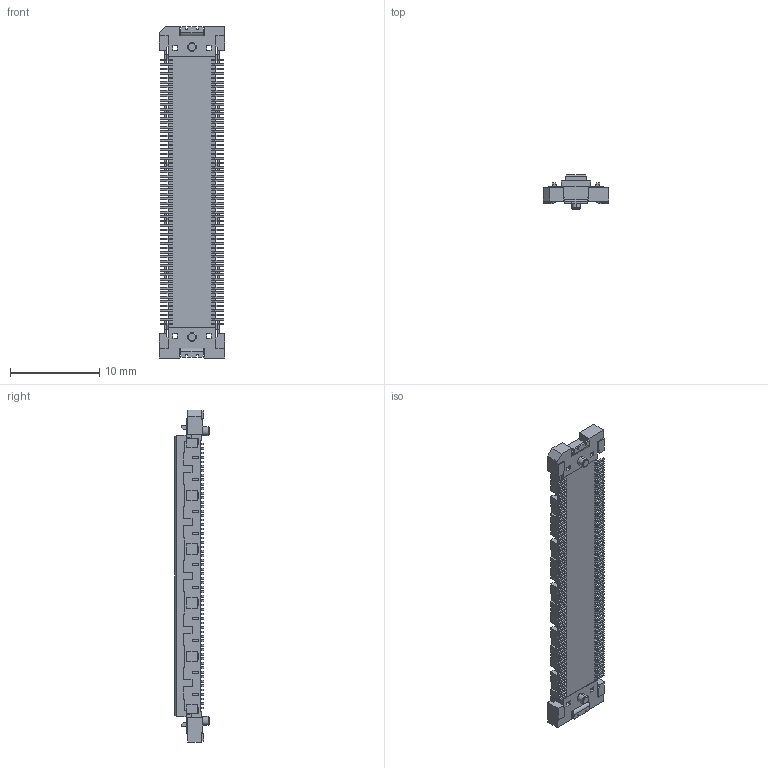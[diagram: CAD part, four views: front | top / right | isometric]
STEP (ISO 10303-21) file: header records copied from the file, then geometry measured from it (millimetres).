
FILE_DESCRIPTION(('CoCreate Modeling STEP Export'),'2;1');
FILE_NAME('FX10A-120S-SV.stp','2010-07-30T10:29:54',(''),(''),'CoCreate Modeling STEP processor for AP214 (Solid Model)','CoCreate Modeling 17.0 01-Apr-2010 (C) Parametric Technology GmbH','');
FILE_SCHEMA(('AUTOMOTIVE_DESIGN { 1 0 10303 214 1 1 1 1 }'));
Length unit declared in the file: millimetre
Products named in the file (1): FX10A-120S-SV
Bounding box: 7.3 x 3.8 x 37.1 mm (x, y, z)
Volume: 365.8 mm3; surface area: 1074.4 mm2
Topology: 1 solids, 1 shells, 1400 faces, 3723 edges, 2476 vertices
Faces by surface type: plane 1364, cylinder 32, cone 4
Entity records: 42118 total; most frequent: CARTESIAN_POINT 7489, ORIENTED_EDGE 7446, DIRECTION 6415, EDGE_CURVE 3723, VECTOR 3611, LINE 3611, VERTEX_POINT 2476, EDGE_LOOP 1559
